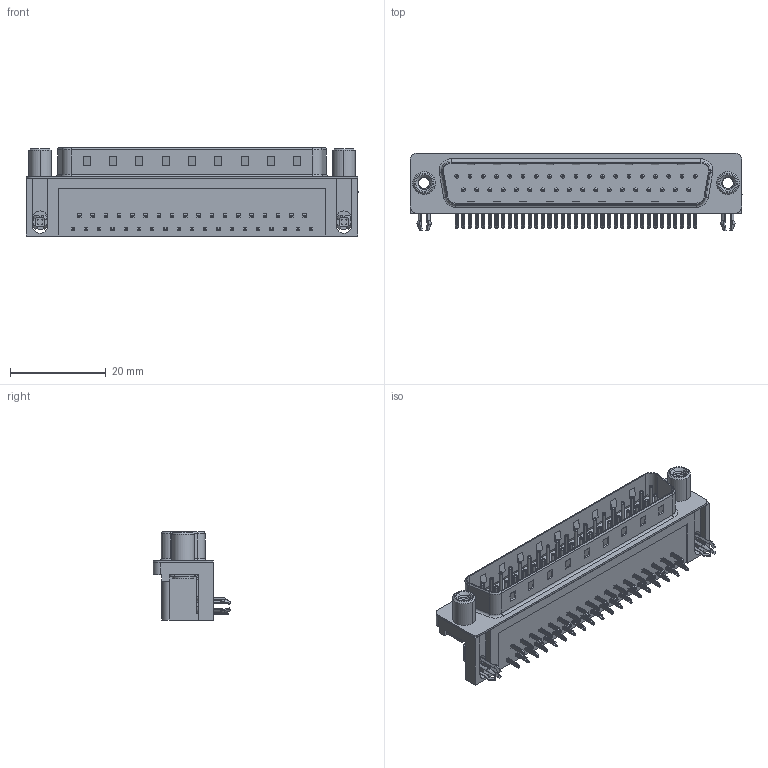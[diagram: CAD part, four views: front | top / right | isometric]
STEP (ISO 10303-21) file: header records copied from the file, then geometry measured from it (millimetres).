
FILE_DESCRIPTION (( 'STEP AP203' ), '1' );
FILE_NAME ('621-037-360-540.STEP', '2019-11-19T09:18:09', ( '' ), ( '' ), 'SwSTEP 2.0', 'SolidWorks 2016', '' );
FILE_SCHEMA (( 'CONFIG_CONTROL_DESIGN' ));
Length unit declared in the file: millimetre
Products named in the file (7): 621 4 Prong Board Lock; 621 Housing_37 Socket; 621 Round Threaded Standoff; 621-037-360-540; 621 Shell_37 Socket; 621 Contact Bottom; 621 Contact Top
Assembly tree (43 placements, depth 2):
  621-037-360-540
    621 Housing_37 Socket
    621 Shell_37 Socket
    621 Contact Bottom  x18
    621 Contact Top  x19
    621 4 Prong Board Lock  x2
    621 Round Threaded Standoff  x2
Bounding box: 69.4 x 16.25 x 18.4 mm (x, y, z)
Volume: 8721 mm3; surface area: 10368.1 mm2
Topology: 43 solids, 43 shells, 3313 faces, 8261 edges, 5113 vertices
Faces by surface type: plane 2047, cylinder 929, torus 269, cone 52, bspline 16
Entity records: 28958 total; most frequent: CARTESIAN_POINT 6361, DIRECTION 4391, ORIENTED_EDGE 4250, EDGE_CURVE 2125, VECTOR 1493, LINE 1493, AXIS2_PLACEMENT_3D 1449, VERTEX_POINT 1375
